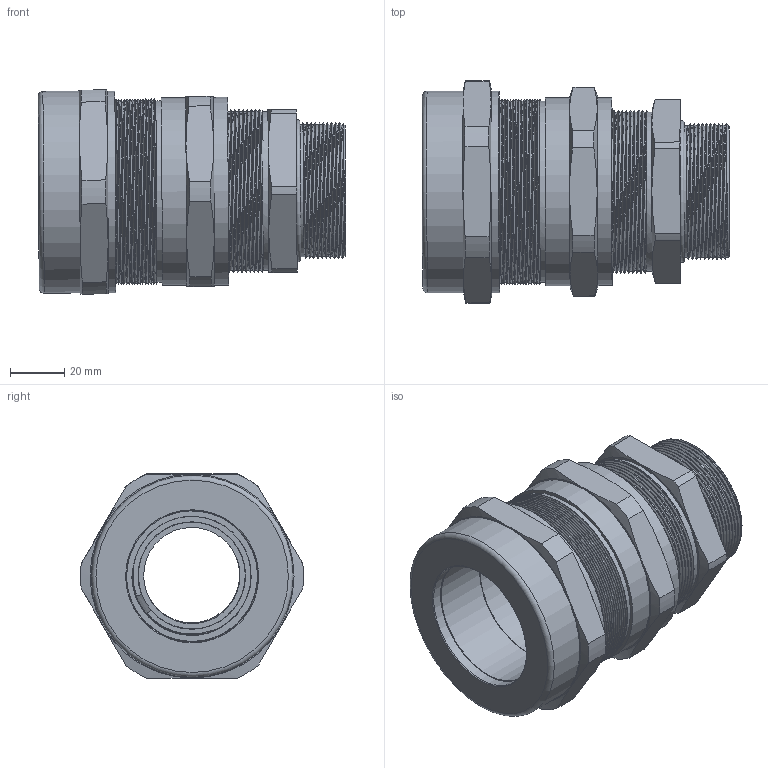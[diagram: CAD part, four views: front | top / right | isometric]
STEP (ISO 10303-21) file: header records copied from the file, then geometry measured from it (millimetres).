
FILE_DESCRIPTION(/* description */ ('RST-Gamma-X-Universal M50'),/* implementation_level */ '2;1');
FILE_NAME(/* name */ 'KBAU5SM50-RST.stp',/* time_stamp */ '2020-03-30T12:37:35+02:00',/* author */ ('sl'),/* organization */ (''),/* preprocessor_version */ 'ST-DEVELOPER v16.5',/* originating_system */ 'Autodesk Inventor 2017',/* authorisation */ '');
FILE_SCHEMA (('AUTOMOTIVE_DESIGN { 1 0 10303 214 3 1 1 }'));
Length unit declared in the file: millimetre
Products named in the file (11): KBAU5SM50; KBAU5SM50_1; KBAU5SM50_2; KBAU2M25; KBAU5SM50_3; KBAU5SM50_4; KBAU5SM50_5; KBAU5SM50_6; KBAU5SM50_7; KBAU5SM50_8; KBAU5SM50_9
Assembly tree (10 placements, depth 2):
  KBAU5SM50
    KBAU5SM50_1
    KBAU5SM50_2
    KBAU2M25
    KBAU5SM50_3
    KBAU5SM50_4
    KBAU5SM50_5
    KBAU5SM50_6
    KBAU5SM50_7
    KBAU5SM50_8
    KBAU5SM50_9
Bounding box: 113.13 x 81.97 x 75.06 mm (x, y, z)
Volume: 203924.3 mm3; surface area: 119560.2 mm2
Topology: 11 solids, 11 shells, 340 faces, 797 edges, 499 vertices
Faces by surface type: cylinder 137, plane 68, cone 57, bspline 37, torus 33, sphere 8
Full cylindrical faces by diameter (mm): 35.38 x1, 35.4 x1, 35.6 x1, 42.86 x1, 45 x1, 45.22 x1, 48.13 x1, 48.33 x1, 48.34 x1, 48.438 x10, 50.1 x1, 50.7 x1, 52.28 x1, 52.92 x4, 53.7 x2, 53.73 x1, 53.94 x2, 53.97 x2, 54.97 x1, 55.92 x1, 56.4 x1, 58.03 x13, 58.418 x13, 66.628 x1, 69 x2, 71.33 x2, 71.332 x1, 74.16 x2
Entity records: 22725 total; most frequent: CARTESIAN_POINT 16253, DIRECTION 1276, ORIENTED_EDGE 1198, EDGE_CURVE 599, AXIS2_PLACEMENT_3D 549, EDGE_LOOP 421, VERTEX_POINT 416, FACE_OUTER_BOUND 303
